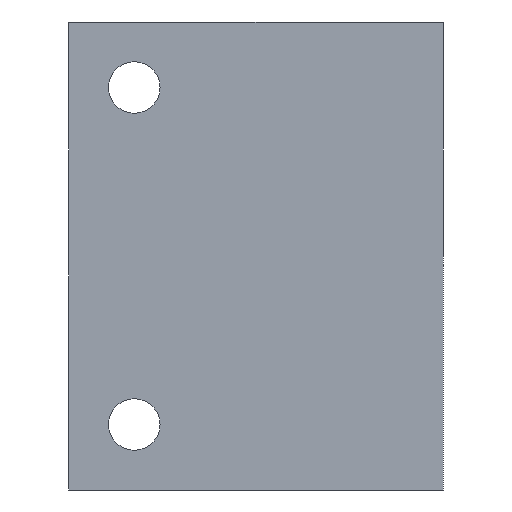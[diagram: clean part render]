
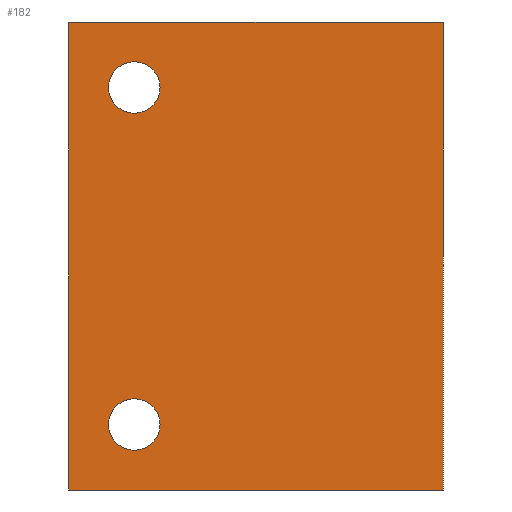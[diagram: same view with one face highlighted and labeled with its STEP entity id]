
A CAD part, left-side view. The second image highlights one B-rep face of the part: STEP entity #182.
In plain terms, the highlighted planar face has unit normal (-1, 0, 0).
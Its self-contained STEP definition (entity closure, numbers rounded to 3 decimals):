
#6 = ORIENTED_EDGE ( 'NONE', *, *, #2363, .F. ) ;
#18 = CARTESIAN_POINT ( 'NONE',  ( -15., 15.25, 18. ) ) ;
#81 = AXIS2_PLACEMENT_3D ( 'NONE', #1006, #2106, #2345 ) ;
#118 = CARTESIAN_POINT ( 'NONE',  ( -15., 5., 25. ) ) ;
#160 = CARTESIAN_POINT ( 'NONE',  ( -15., 5., -25. ) ) ;
#182 = ADVANCED_FACE ( 'NONE', ( #2155, #381, #675 ), #1100, .T. ) ;
#206 = AXIS2_PLACEMENT_3D ( 'NONE', #2853, #1079, #451 ) ;
#219 = VERTEX_POINT ( 'NONE', #18 ) ;
#288 = VECTOR ( 'NONE', #618, 1000. ) ;
#381 = FACE_BOUND ( 'NONE', #996, .T. ) ;
#406 = LINE ( 'NONE', #1884, #1139 ) ;
#419 = ORIENTED_EDGE ( 'NONE', *, *, #2146, .T. ) ;
#451 = DIRECTION ( 'NONE',  ( 0., -1., 0. ) ) ;
#481 = EDGE_LOOP ( 'NONE', ( #2162, #2519 ) ) ;
#559 = ORIENTED_EDGE ( 'NONE', *, *, #2644, .F. ) ;
#576 = LINE ( 'NONE', #118, #2618 ) ;
#618 = DIRECTION ( 'NONE',  ( 0., -1., 0. ) ) ;
#675 = FACE_OUTER_BOUND ( 'NONE', #1507, .T. ) ;
#683 = VERTEX_POINT ( 'NONE', #2376 ) ;
#777 = CARTESIAN_POINT ( 'NONE',  ( -15., 25., -25. ) ) ;
#780 = EDGE_CURVE ( 'NONE', #2631, #219, #2440, .T. ) ;
#820 = VERTEX_POINT ( 'NONE', #2444 ) ;
#862 = LINE ( 'NONE', #160, #288 ) ;
#905 = CARTESIAN_POINT ( 'NONE',  ( -15., 18., -18. ) ) ;
#964 = AXIS2_PLACEMENT_3D ( 'NONE', #905, #2248, #1134 ) ;
#993 = VECTOR ( 'NONE', #1945, 1000. ) ;
#996 = EDGE_LOOP ( 'NONE', ( #2026, #419 ) ) ;
#1006 = CARTESIAN_POINT ( 'NONE',  ( -15., 18., -18. ) ) ;
#1079 = DIRECTION ( 'NONE',  ( 1., 0., 0. ) ) ;
#1092 = VERTEX_POINT ( 'NONE', #1665 ) ;
#1100 = PLANE ( 'NONE',  #1868 ) ;
#1134 = DIRECTION ( 'NONE',  ( 0., -1., 0. ) ) ;
#1139 = VECTOR ( 'NONE', #1422, 1000. ) ;
#1199 = LINE ( 'NONE', #2650, #993 ) ;
#1324 = ORIENTED_EDGE ( 'NONE', *, *, #2856, .T. ) ;
#1326 = VERTEX_POINT ( 'NONE', #777 ) ;
#1359 = VERTEX_POINT ( 'NONE', #1419 ) ;
#1383 = AXIS2_PLACEMENT_3D ( 'NONE', #2367, #2352, #2580 ) ;
#1419 = CARTESIAN_POINT ( 'NONE',  ( -15., 20.75, -18. ) ) ;
#1422 = DIRECTION ( 'NONE',  ( 0., 0., -1. ) ) ;
#1431 = VERTEX_POINT ( 'NONE', #2275 ) ;
#1479 = ORIENTED_EDGE ( 'NONE', *, *, #2205, .F. ) ;
#1507 = EDGE_LOOP ( 'NONE', ( #1324, #6, #1479, #559 ) ) ;
#1665 = CARTESIAN_POINT ( 'NONE',  ( -15., 15.25, -18. ) ) ;
#1828 = DIRECTION ( 'NONE',  ( 0., -1., 0. ) ) ;
#1831 = EDGE_CURVE ( 'NONE', #219, #2631, #2280, .T. ) ;
#1868 = AXIS2_PLACEMENT_3D ( 'NONE', #2215, #2449, #2677 ) ;
#1884 = CARTESIAN_POINT ( 'NONE',  ( -15., -15., 0. ) ) ;
#1945 = DIRECTION ( 'NONE',  ( 0., 0., 1. ) ) ;
#1991 = CIRCLE ( 'NONE', #81, 2.75 ) ;
#2026 = ORIENTED_EDGE ( 'NONE', *, *, #2829, .T. ) ;
#2106 = DIRECTION ( 'NONE',  ( 1., 0., 0. ) ) ;
#2146 = EDGE_CURVE ( 'NONE', #1359, #1092, #2680, .T. ) ;
#2155 = FACE_BOUND ( 'NONE', #481, .T. ) ;
#2162 = ORIENTED_EDGE ( 'NONE', *, *, #1831, .T. ) ;
#2205 = EDGE_CURVE ( 'NONE', #1431, #820, #576, .T. ) ;
#2215 = CARTESIAN_POINT ( 'NONE',  ( -15., -15., 0. ) ) ;
#2248 = DIRECTION ( 'NONE',  ( 1., 0., 0. ) ) ;
#2275 = CARTESIAN_POINT ( 'NONE',  ( -15., 25., 25. ) ) ;
#2280 = CIRCLE ( 'NONE', #206, 2.75 ) ;
#2345 = DIRECTION ( 'NONE',  ( 0., -1., 0. ) ) ;
#2352 = DIRECTION ( 'NONE',  ( 1., 0., 0. ) ) ;
#2363 = EDGE_CURVE ( 'NONE', #820, #683, #406, .T. ) ;
#2367 = CARTESIAN_POINT ( 'NONE',  ( -15., 18., 18. ) ) ;
#2376 = CARTESIAN_POINT ( 'NONE',  ( -15., -15., -25. ) ) ;
#2401 = CARTESIAN_POINT ( 'NONE',  ( -15., 20.75, 18. ) ) ;
#2440 = CIRCLE ( 'NONE', #1383, 2.75 ) ;
#2444 = CARTESIAN_POINT ( 'NONE',  ( -15., -15., 25. ) ) ;
#2449 = DIRECTION ( 'NONE',  ( -1., 0., 0. ) ) ;
#2519 = ORIENTED_EDGE ( 'NONE', *, *, #780, .T. ) ;
#2580 = DIRECTION ( 'NONE',  ( 0., -1., 0. ) ) ;
#2618 = VECTOR ( 'NONE', #1828, 1000. ) ;
#2631 = VERTEX_POINT ( 'NONE', #2401 ) ;
#2644 = EDGE_CURVE ( 'NONE', #1326, #1431, #1199, .T. ) ;
#2650 = CARTESIAN_POINT ( 'NONE',  ( -15., 25., 0. ) ) ;
#2677 = DIRECTION ( 'NONE',  ( 0., 0., 1. ) ) ;
#2680 = CIRCLE ( 'NONE', #964, 2.75 ) ;
#2829 = EDGE_CURVE ( 'NONE', #1092, #1359, #1991, .T. ) ;
#2853 = CARTESIAN_POINT ( 'NONE',  ( -15., 18., 18. ) ) ;
#2856 = EDGE_CURVE ( 'NONE', #1326, #683, #862, .T. ) ;
